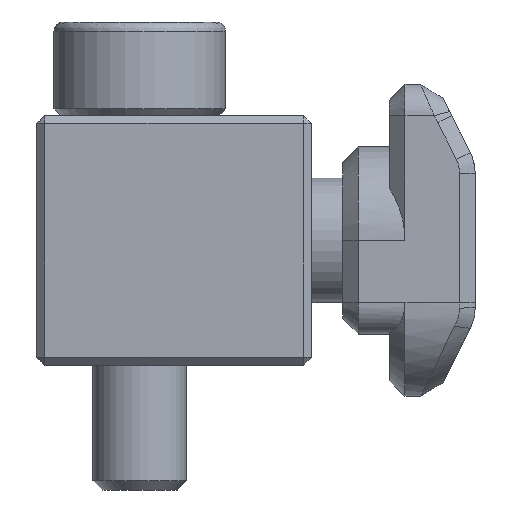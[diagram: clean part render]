
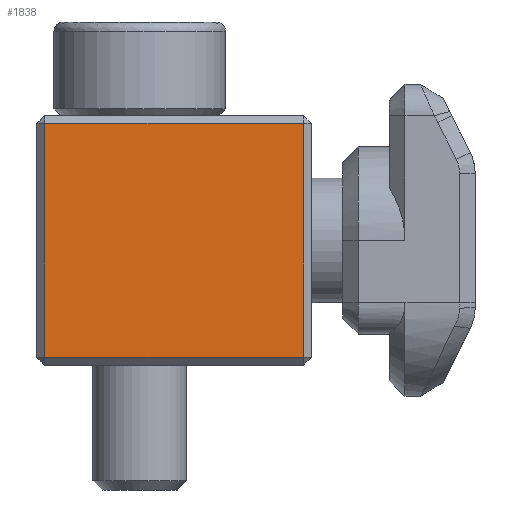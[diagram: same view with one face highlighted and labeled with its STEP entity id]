
A CAD part, left-side view. The second image highlights one B-rep face of the part: STEP entity #1838.
In plain terms, the highlighted planar face has unit normal (-1, 0, 0).
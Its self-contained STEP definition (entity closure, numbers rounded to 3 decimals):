
#402 = PLANE('',#403);
#403 = AXIS2_PLACEMENT_3D('',#404,#405,#406);
#404 = CARTESIAN_POINT('',(-18.875,-4.275,-4.));
#405 = DIRECTION('',(-0.707,-0.707,0.));
#406 = DIRECTION('',(-0.,-0.,-1.));
#861 = VERTEX_POINT('',#862);
#862 = CARTESIAN_POINT('',(-19.,-4.15,-3.75));
#883 = EDGE_CURVE('',#861,#884,#886,.T.);
#884 = VERTEX_POINT('',#885);
#885 = CARTESIAN_POINT('',(-19.,-4.15,3.75));
#886 = SURFACE_CURVE('',#887,(#891,#898),.PCURVE_S1.);
#887 = LINE('',#888,#889);
#888 = CARTESIAN_POINT('',(-19.,-4.15,-4.));
#889 = VECTOR('',#890,1.);
#890 = DIRECTION('',(0.,0.,1.));
#891 = PCURVE('',#402,#892);
#892 = DEFINITIONAL_REPRESENTATION('',(#893),#897);
#893 = LINE('',#894,#895);
#894 = CARTESIAN_POINT('',(-0.,-0.177));
#895 = VECTOR('',#896,1.);
#896 = DIRECTION('',(-1.,0.));
#897 = ( GEOMETRIC_REPRESENTATION_CONTEXT(2) 
PARAMETRIC_REPRESENTATION_CONTEXT() REPRESENTATION_CONTEXT('2D SPACE',''
  ) );
#898 = PCURVE('',#899,#904);
#899 = PLANE('',#900);
#900 = AXIS2_PLACEMENT_3D('',#901,#902,#903);
#901 = CARTESIAN_POINT('',(-19.,-4.4,-4.));
#902 = DIRECTION('',(-1.,0.,0.));
#903 = DIRECTION('',(0.,1.,0.));
#904 = DEFINITIONAL_REPRESENTATION('',(#905),#909);
#905 = LINE('',#906,#907);
#906 = CARTESIAN_POINT('',(0.25,0.));
#907 = VECTOR('',#908,1.);
#908 = DIRECTION('',(0.,-1.));
#909 = ( GEOMETRIC_REPRESENTATION_CONTEXT(2) 
PARAMETRIC_REPRESENTATION_CONTEXT() REPRESENTATION_CONTEXT('2D SPACE',''
  ) );
#1371 = PLANE('',#1372);
#1372 = AXIS2_PLACEMENT_3D('',#1373,#1374,#1375);
#1373 = CARTESIAN_POINT('',(-18.875,4.275,-4.));
#1374 = DIRECTION('',(-0.707,0.707,0.));
#1375 = DIRECTION('',(-0.,-0.,-1.));
#1558 = PLANE('',#1559);
#1559 = AXIS2_PLACEMENT_3D('',#1560,#1561,#1562);
#1560 = CARTESIAN_POINT('',(-18.875,-4.4,-3.875));
#1561 = DIRECTION('',(0.707,0.,0.707));
#1562 = DIRECTION('',(0.,1.,0.));
#1838 = ADVANCED_FACE('',(#1839),#899,.T.);
#1839 = FACE_BOUND('',#1840,.T.);
#1840 = EDGE_LOOP('',(#1841,#1864,#1865,#1893));
#1841 = ORIENTED_EDGE('',*,*,#1842,.F.);
#1842 = EDGE_CURVE('',#861,#1843,#1845,.T.);
#1843 = VERTEX_POINT('',#1844);
#1844 = CARTESIAN_POINT('',(-19.,4.15,-3.75));
#1845 = SURFACE_CURVE('',#1846,(#1850,#1857),.PCURVE_S1.);
#1846 = LINE('',#1847,#1848);
#1847 = CARTESIAN_POINT('',(-19.,-4.4,-3.75));
#1848 = VECTOR('',#1849,1.);
#1849 = DIRECTION('',(0.,1.,0.));
#1850 = PCURVE('',#899,#1851);
#1851 = DEFINITIONAL_REPRESENTATION('',(#1852),#1856);
#1852 = LINE('',#1853,#1854);
#1853 = CARTESIAN_POINT('',(0.,-0.25));
#1854 = VECTOR('',#1855,1.);
#1855 = DIRECTION('',(1.,0.));
#1856 = ( GEOMETRIC_REPRESENTATION_CONTEXT(2) 
PARAMETRIC_REPRESENTATION_CONTEXT() REPRESENTATION_CONTEXT('2D SPACE',''
  ) );
#1857 = PCURVE('',#1558,#1858);
#1858 = DEFINITIONAL_REPRESENTATION('',(#1859),#1863);
#1859 = LINE('',#1860,#1861);
#1860 = CARTESIAN_POINT('',(0.,0.177));
#1861 = VECTOR('',#1862,1.);
#1862 = DIRECTION('',(1.,0.));
#1863 = ( GEOMETRIC_REPRESENTATION_CONTEXT(2) 
PARAMETRIC_REPRESENTATION_CONTEXT() REPRESENTATION_CONTEXT('2D SPACE',''
  ) );
#1864 = ORIENTED_EDGE('',*,*,#883,.T.);
#1865 = ORIENTED_EDGE('',*,*,#1866,.T.);
#1866 = EDGE_CURVE('',#884,#1867,#1869,.T.);
#1867 = VERTEX_POINT('',#1868);
#1868 = CARTESIAN_POINT('',(-19.,4.15,3.75));
#1869 = SURFACE_CURVE('',#1870,(#1874,#1881),.PCURVE_S1.);
#1870 = LINE('',#1871,#1872);
#1871 = CARTESIAN_POINT('',(-19.,-4.4,3.75));
#1872 = VECTOR('',#1873,1.);
#1873 = DIRECTION('',(0.,1.,0.));
#1874 = PCURVE('',#899,#1875);
#1875 = DEFINITIONAL_REPRESENTATION('',(#1876),#1880);
#1876 = LINE('',#1877,#1878);
#1877 = CARTESIAN_POINT('',(0.,-7.75));
#1878 = VECTOR('',#1879,1.);
#1879 = DIRECTION('',(1.,0.));
#1880 = ( GEOMETRIC_REPRESENTATION_CONTEXT(2) 
PARAMETRIC_REPRESENTATION_CONTEXT() REPRESENTATION_CONTEXT('2D SPACE',''
  ) );
#1881 = PCURVE('',#1882,#1887);
#1882 = PLANE('',#1883);
#1883 = AXIS2_PLACEMENT_3D('',#1884,#1885,#1886);
#1884 = CARTESIAN_POINT('',(-18.875,-4.4,3.875));
#1885 = DIRECTION('',(-0.707,0.,0.707));
#1886 = DIRECTION('',(0.,1.,0.));
#1887 = DEFINITIONAL_REPRESENTATION('',(#1888),#1892);
#1888 = LINE('',#1889,#1890);
#1889 = CARTESIAN_POINT('',(0.,0.177));
#1890 = VECTOR('',#1891,1.);
#1891 = DIRECTION('',(1.,0.));
#1892 = ( GEOMETRIC_REPRESENTATION_CONTEXT(2) 
PARAMETRIC_REPRESENTATION_CONTEXT() REPRESENTATION_CONTEXT('2D SPACE',''
  ) );
#1893 = ORIENTED_EDGE('',*,*,#1894,.F.);
#1894 = EDGE_CURVE('',#1843,#1867,#1895,.T.);
#1895 = SURFACE_CURVE('',#1896,(#1900,#1907),.PCURVE_S1.);
#1896 = LINE('',#1897,#1898);
#1897 = CARTESIAN_POINT('',(-19.,4.15,-4.));
#1898 = VECTOR('',#1899,1.);
#1899 = DIRECTION('',(0.,0.,1.));
#1900 = PCURVE('',#899,#1901);
#1901 = DEFINITIONAL_REPRESENTATION('',(#1902),#1906);
#1902 = LINE('',#1903,#1904);
#1903 = CARTESIAN_POINT('',(8.55,0.));
#1904 = VECTOR('',#1905,1.);
#1905 = DIRECTION('',(0.,-1.));
#1906 = ( GEOMETRIC_REPRESENTATION_CONTEXT(2) 
PARAMETRIC_REPRESENTATION_CONTEXT() REPRESENTATION_CONTEXT('2D SPACE',''
  ) );
#1907 = PCURVE('',#1371,#1908);
#1908 = DEFINITIONAL_REPRESENTATION('',(#1909),#1913);
#1909 = LINE('',#1910,#1911);
#1910 = CARTESIAN_POINT('',(-0.,0.177));
#1911 = VECTOR('',#1912,1.);
#1912 = DIRECTION('',(-1.,0.));
#1913 = ( GEOMETRIC_REPRESENTATION_CONTEXT(2) 
PARAMETRIC_REPRESENTATION_CONTEXT() REPRESENTATION_CONTEXT('2D SPACE',''
  ) );
